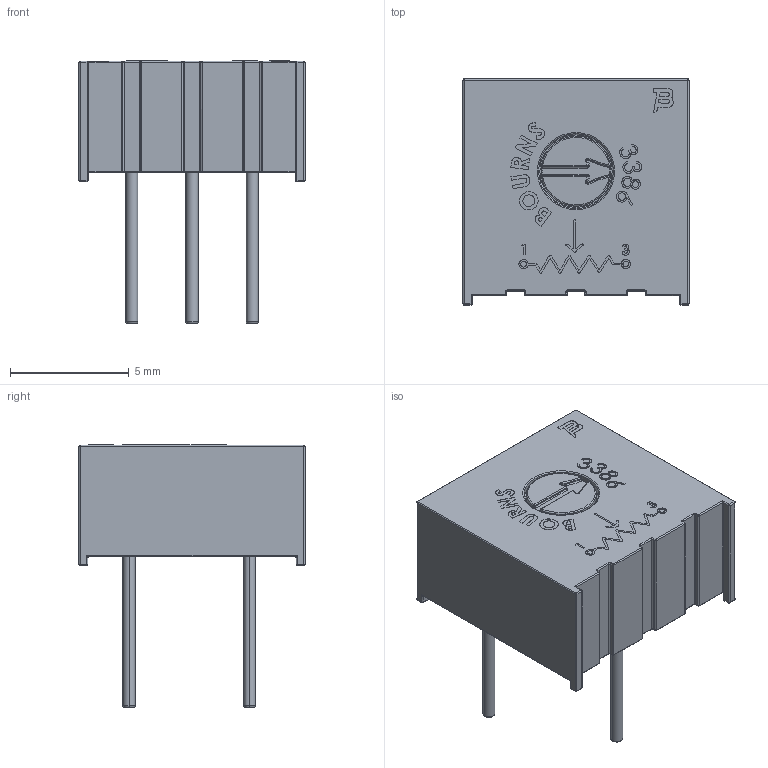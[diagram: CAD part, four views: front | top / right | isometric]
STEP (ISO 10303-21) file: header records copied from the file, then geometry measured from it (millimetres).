
FILE_DESCRIPTION (( 'STEP AP214' ), '1' );
FILE_NAME ('3386F-1-103LF.STEP', '2022-10-07T09:01:31', ( '' ), ( '' ), 'SwSTEP 2.0', 'SolidWorks 2022', '' );
FILE_SCHEMA (( 'AUTOMOTIVE_DESIGN' ));
Length unit declared in the file: millimetre
Products named in the file (3): 3386F-1-103LF; Potentiometer Symbol
Assembly tree (2 placements, depth 2):
  3386F-1-103LF
    3386F-1-103LF
    Potentiometer Symbol
Bounding box: 9.53 x 9.53 x 11.06 mm (x, y, z)
Volume: 412.2 mm3; surface area: 419.3 mm2
Topology: 19 solids, 19 shells, 548 faces, 1351 edges, 795 vertices
Faces by surface type: bspline 204, plane 153, cylinder 115, torus 39, sphere 37
Entity records: 25047 total; most frequent: CARTESIAN_POINT 10534, ORIENTED_EDGE 2598, DIRECTION 1878, EDGE_CURVE 1299, VERTEX_POINT 793, AXIS2_PLACEMENT_3D 632, LINE 614, VECTOR 614
